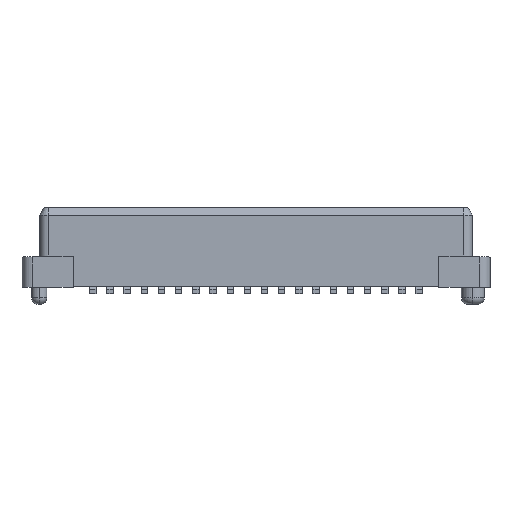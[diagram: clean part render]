
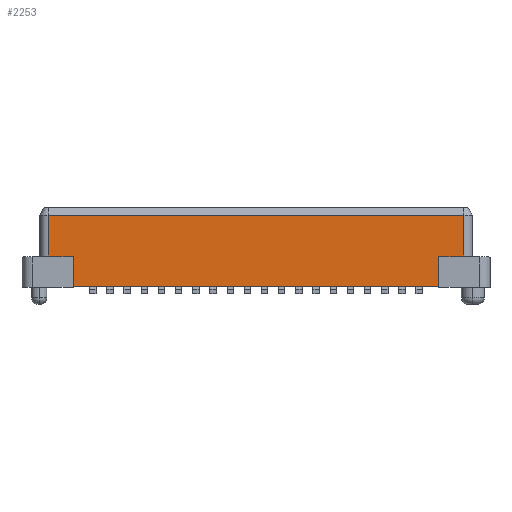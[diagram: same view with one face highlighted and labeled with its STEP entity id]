
A CAD part, top view. The second image highlights one B-rep face of the part: STEP entity #2253.
In plain terms, the highlighted planar face has unit normal (0, 0, 1).
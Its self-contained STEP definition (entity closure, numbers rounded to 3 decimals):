
#42 = CARTESIAN_POINT ( 'NONE',  ( 10.075, 0.35, 1.875 ) ) ;
#46 = LINE ( 'NONE', #1998, #1538 ) ;
#114 = CARTESIAN_POINT ( 'NONE',  ( 10.075, 1.7, 1.875 ) ) ;
#280 = PLANE ( 'NONE',  #2406 ) ;
#301 = VERTEX_POINT ( 'NONE', #2071 ) ;
#303 = CARTESIAN_POINT ( 'NONE',  ( -8.52, 1.7, 1.875 ) ) ;
#307 = LINE ( 'NONE', #1561, #3061 ) ;
#354 = CARTESIAN_POINT ( 'NONE',  ( 0., 1.7, 1.875 ) ) ;
#369 = VERTEX_POINT ( 'NONE', #2500 ) ;
#373 = ORIENTED_EDGE ( 'NONE', *, *, #2724, .T. ) ;
#513 = CARTESIAN_POINT ( 'NONE',  ( -8.52, 24.496, 1.875 ) ) ;
#516 = VECTOR ( 'NONE', #2978, 1000. ) ;
#544 = VERTEX_POINT ( 'NONE', #1624 ) ;
#579 = DIRECTION ( 'NONE',  ( 1., 0., 0. ) ) ;
#629 = EDGE_CURVE ( 'NONE', #301, #544, #1205, .T. ) ;
#652 = DIRECTION ( 'NONE',  ( -1., 0., 0. ) ) ;
#758 = DIRECTION ( 'NONE',  ( 0., 1., 0. ) ) ;
#769 = VERTEX_POINT ( 'NONE', #1947 ) ;
#795 = ORIENTED_EDGE ( 'NONE', *, *, #629, .F. ) ;
#809 = CARTESIAN_POINT ( 'NONE',  ( 10.075, 24.496, 1.875 ) ) ;
#829 = CARTESIAN_POINT ( 'NONE',  ( 10.075, 3.65, 1.875 ) ) ;
#868 = LINE ( 'NONE', #354, #1192 ) ;
#899 = VECTOR ( 'NONE', #2686, 1000. ) ;
#953 = EDGE_CURVE ( 'NONE', #2507, #769, #2319, .T. ) ;
#1008 = LINE ( 'NONE', #42, #899 ) ;
#1009 = VECTOR ( 'NONE', #1891, 1000. ) ;
#1028 = LINE ( 'NONE', #513, #516 ) ;
#1033 = DIRECTION ( 'NONE',  ( -1., 0., 0. ) ) ;
#1096 = EDGE_CURVE ( 'NONE', #1150, #2855, #46, .T. ) ;
#1150 = VERTEX_POINT ( 'NONE', #1265 ) ;
#1155 = CARTESIAN_POINT ( 'NONE',  ( 9.675, 3.65, 1.875 ) ) ;
#1192 = VECTOR ( 'NONE', #1893, 1000. ) ;
#1205 = LINE ( 'NONE', #2141, #1009 ) ;
#1265 = CARTESIAN_POINT ( 'NONE',  ( 9.675, 1.7, 1.875 ) ) ;
#1343 = ORIENTED_EDGE ( 'NONE', *, *, #2028, .F. ) ;
#1382 = EDGE_LOOP ( 'NONE', ( #2967, #1343, #795, #2468, #2421, #1537, #373, #2849 ) ) ;
#1504 = VERTEX_POINT ( 'NONE', #2651 ) ;
#1537 = ORIENTED_EDGE ( 'NONE', *, *, #2494, .T. ) ;
#1538 = VECTOR ( 'NONE', #758, 1000. ) ;
#1561 = CARTESIAN_POINT ( 'NONE',  ( -9.675, 24.496, 1.875 ) ) ;
#1624 = CARTESIAN_POINT ( 'NONE',  ( 8.52, 0.35, 1.875 ) ) ;
#1865 = EDGE_CURVE ( 'NONE', #301, #1150, #868, .T. ) ;
#1891 = DIRECTION ( 'NONE',  ( 0., -1., 0. ) ) ;
#1893 = DIRECTION ( 'NONE',  ( 1., 0., 0. ) ) ;
#1947 = CARTESIAN_POINT ( 'NONE',  ( -9.675, 1.7, 1.875 ) ) ;
#1998 = CARTESIAN_POINT ( 'NONE',  ( 9.675, 24.496, 1.875 ) ) ;
#2028 = EDGE_CURVE ( 'NONE', #544, #1504, #1008, .T. ) ;
#2054 = DIRECTION ( 'NONE',  ( 0., -1., 0. ) ) ;
#2071 = CARTESIAN_POINT ( 'NONE',  ( 8.52, 1.7, 1.875 ) ) ;
#2141 = CARTESIAN_POINT ( 'NONE',  ( 8.52, 0.3, 1.875 ) ) ;
#2232 = DIRECTION ( 'NONE',  ( 0., 0., 1. ) ) ;
#2253 = ADVANCED_FACE ( 'NONE', ( #2476 ), #280, .T. ) ;
#2272 = EDGE_CURVE ( 'NONE', #2507, #1504, #1028, .T. ) ;
#2279 = VECTOR ( 'NONE', #652, 1000. ) ;
#2319 = LINE ( 'NONE', #114, #2279 ) ;
#2406 = AXIS2_PLACEMENT_3D ( 'NONE', #809, #2232, #579 ) ;
#2421 = ORIENTED_EDGE ( 'NONE', *, *, #1096, .T. ) ;
#2468 = ORIENTED_EDGE ( 'NONE', *, *, #1865, .T. ) ;
#2476 = FACE_OUTER_BOUND ( 'NONE', #1382, .T. ) ;
#2494 = EDGE_CURVE ( 'NONE', #2855, #369, #3018, .T. ) ;
#2500 = CARTESIAN_POINT ( 'NONE',  ( -9.675, 3.65, 1.875 ) ) ;
#2507 = VERTEX_POINT ( 'NONE', #303 ) ;
#2651 = CARTESIAN_POINT ( 'NONE',  ( -8.52, 0.35, 1.875 ) ) ;
#2686 = DIRECTION ( 'NONE',  ( -1., 0., 0. ) ) ;
#2724 = EDGE_CURVE ( 'NONE', #369, #769, #307, .T. ) ;
#2849 = ORIENTED_EDGE ( 'NONE', *, *, #953, .F. ) ;
#2855 = VERTEX_POINT ( 'NONE', #1155 ) ;
#2967 = ORIENTED_EDGE ( 'NONE', *, *, #2272, .T. ) ;
#2978 = DIRECTION ( 'NONE',  ( 0., -1., 0. ) ) ;
#3018 = LINE ( 'NONE', #829, #3028 ) ;
#3028 = VECTOR ( 'NONE', #1033, 1000. ) ;
#3061 = VECTOR ( 'NONE', #2054, 1000. ) ;
